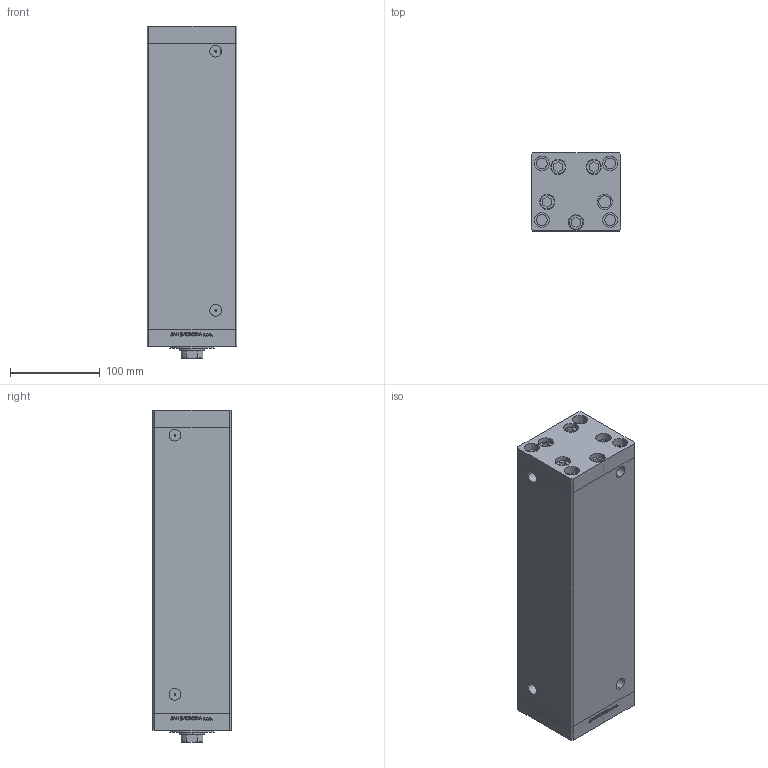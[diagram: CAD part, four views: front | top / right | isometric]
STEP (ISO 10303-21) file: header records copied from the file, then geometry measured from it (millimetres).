
FILE_DESCRIPTION (( 'STEP AP203' ), '1' );
FILE_NAME ('00e2.STEP', '2024-01-08T18:52:49', ( '' ), ( '' ), 'SwSTEP 2.0', 'SolidWorks 2019', '' );
FILE_SCHEMA (( 'CONFIG_CONTROL_DESIGN' ));
Length unit declared in the file: millimetre
Products named in the file (6): V220C_VC_C c61b9477a4be1e815ce7404200441ce7; V220C FRONT c61b9477a4be1e815ce7404200441ce7; 00e2; V220C_C MIDDLE c61b9477a4be1e815ce7404200441ce7; V220C BACK_C c61b9477a4be1e815ce7404200441ce7; ALLEN BOLT c61b9477a4be1e815ce7404200441ce7
Assembly tree (13 placements, depth 2):
  00e2
    ALLEN BOLT c61b9477a4be1e815ce7404200441ce7  x9
    V220C_C MIDDLE c61b9477a4be1e815ce7404200441ce7
    V220C FRONT c61b9477a4be1e815ce7404200441ce7
    V220C_VC_C c61b9477a4be1e815ce7404200441ce7
    V220C BACK_C c61b9477a4be1e815ce7404200441ce7
Bounding box: 100 x 87 x 369.5 mm (x, y, z)
Volume: 2534955.6 mm3; surface area: 343338.5 mm2
Topology: 13 solids, 13 shells, 1186 faces, 2966 edges, 1946 vertices
Faces by surface type: plane 548, bspline 380, cylinder 176, cone 42, torus 40
Entity records: 50108 total; most frequent: CARTESIAN_POINT 26875, ORIENTED_EDGE 5192, DIRECTION 3423, EDGE_CURVE 2596, VERTEX_POINT 1722, VECTOR 1489, LINE 1489, EDGE_LOOP 1190
